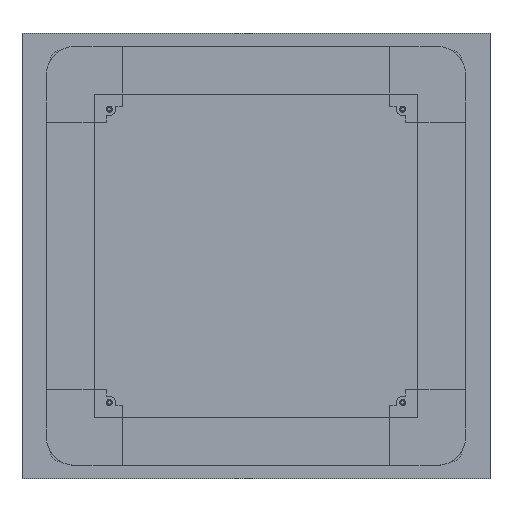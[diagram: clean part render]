
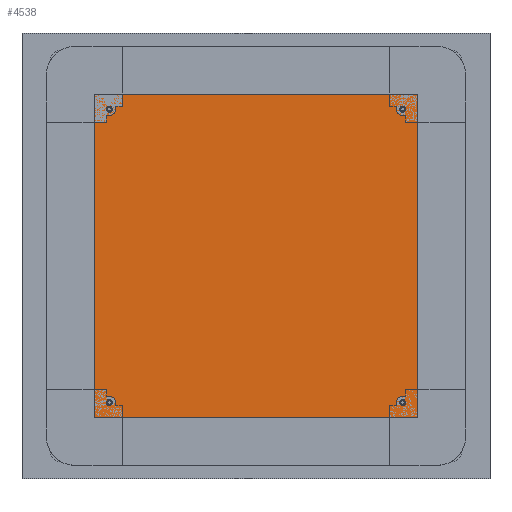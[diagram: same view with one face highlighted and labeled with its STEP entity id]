
A CAD part, top view. The second image highlights one B-rep face of the part: STEP entity #4538.
In plain terms, the highlighted planar face has unit normal (0, 0, 1).
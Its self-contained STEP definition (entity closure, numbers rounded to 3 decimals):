
#9 = VERTEX_POINT ( 'NONE', #2557 ) ;
#20 = EDGE_LOOP ( 'NONE', ( #7879, #4953 ) ) ;
#27 = ORIENTED_EDGE ( 'NONE', *, *, #3617, .T. ) ;
#32 = LINE ( 'NONE', #7418, #9654 ) ;
#40 = EDGE_LOOP ( 'NONE', ( #8842, #5498 ) ) ;
#81 = AXIS2_PLACEMENT_3D ( 'NONE', #8621, #8594, #8615 ) ;
#278 = ORIENTED_EDGE ( 'NONE', *, *, #2013, .T. ) ;
#464 = FACE_BOUND ( 'NONE', #40, .T. ) ;
#682 = DIRECTION ( 'NONE',  ( 0., 0., 1. ) ) ;
#759 = EDGE_CURVE ( 'NONE', #3807, #3904, #9113, .T. ) ;
#799 = ORIENTED_EDGE ( 'NONE', *, *, #9138, .F. ) ;
#821 = VERTEX_POINT ( 'NONE', #1866 ) ;
#874 = VECTOR ( 'NONE', #2443, 1000. ) ;
#932 = DIRECTION ( 'NONE',  ( 1., 0., 0. ) ) ;
#1020 = CARTESIAN_POINT ( 'NONE',  ( 0., 0., 0. ) ) ;
#1220 = AXIS2_PLACEMENT_3D ( 'NONE', #4086, #6360, #2967 ) ;
#1309 = CIRCLE ( 'NONE', #6238, 2.65 ) ;
#1332 = LINE ( 'NONE', #7457, #5157 ) ;
#1491 = CARTESIAN_POINT ( 'NONE',  ( 269.75, 12.75, 0. ) ) ;
#1651 = EDGE_CURVE ( 'NONE', #9693, #9, #32, .T. ) ;
#1705 = CIRCLE ( 'NONE', #5379, 2.65 ) ;
#1758 = EDGE_CURVE ( 'NONE', #3497, #821, #9284, .T. ) ;
#1796 = CARTESIAN_POINT ( 'NONE',  ( 267.1, 12.75, 0. ) ) ;
#1847 = EDGE_CURVE ( 'NONE', #3730, #6272, #1705, .T. ) ;
#1860 = CARTESIAN_POINT ( 'NONE',  ( 0., 0., 0. ) ) ;
#1866 = CARTESIAN_POINT ( 'NONE',  ( 10.1, 269.75, 0. ) ) ;
#1901 = AXIS2_PLACEMENT_3D ( 'NONE', #9081, #8374, #3782 ) ;
#1981 = AXIS2_PLACEMENT_3D ( 'NONE', #8118, #8078, #8101 ) ;
#1988 = VERTEX_POINT ( 'NONE', #1796 ) ;
#2012 = FACE_OUTER_BOUND ( 'NONE', #3446, .T. ) ;
#2013 = EDGE_CURVE ( 'NONE', #2386, #9693, #2906, .T. ) ;
#2069 = CARTESIAN_POINT ( 'NONE',  ( 272.4, 12.75, 0. ) ) ;
#2183 = CARTESIAN_POINT ( 'NONE',  ( 12.75, 269.75, 0. ) ) ;
#2231 = CARTESIAN_POINT ( 'NONE',  ( 282.5, 0., 0. ) ) ;
#2296 = DIRECTION ( 'NONE',  ( 0., 0., 1. ) ) ;
#2333 = DIRECTION ( 'NONE',  ( 0., 1., 0. ) ) ;
#2386 = VERTEX_POINT ( 'NONE', #9765 ) ;
#2443 = DIRECTION ( 'NONE',  ( 0., -1., 0. ) ) ;
#2557 = CARTESIAN_POINT ( 'NONE',  ( 282.5, 0., 0. ) ) ;
#2906 = LINE ( 'NONE', #1860, #874 ) ;
#2967 = DIRECTION ( 'NONE',  ( 1., 0., 0. ) ) ;
#3270 = ORIENTED_EDGE ( 'NONE', *, *, #8499, .F. ) ;
#3316 = DIRECTION ( 'NONE',  ( 1., 0., 0. ) ) ;
#3348 = EDGE_CURVE ( 'NONE', #9, #7734, #9023, .T. ) ;
#3446 = EDGE_LOOP ( 'NONE', ( #278, #9627, #9073, #27 ) ) ;
#3497 = VERTEX_POINT ( 'NONE', #5708 ) ;
#3617 = EDGE_CURVE ( 'NONE', #7734, #2386, #1332, .T. ) ;
#3730 = VERTEX_POINT ( 'NONE', #9051 ) ;
#3731 = EDGE_CURVE ( 'NONE', #6272, #3730, #7526, .T. ) ;
#3761 = VERTEX_POINT ( 'NONE', #2069 ) ;
#3782 = DIRECTION ( 'NONE',  ( 1., 0., 0. ) ) ;
#3807 = VERTEX_POINT ( 'NONE', #5301 ) ;
#3904 = VERTEX_POINT ( 'NONE', #9386 ) ;
#4024 = FACE_BOUND ( 'NONE', #20, .T. ) ;
#4040 = CIRCLE ( 'NONE', #1220, 2.65 ) ;
#4086 = CARTESIAN_POINT ( 'NONE',  ( 269.75, 12.75, 0. ) ) ;
#4318 = DIRECTION ( 'NONE',  ( 1., 0., 0. ) ) ;
#4454 = CARTESIAN_POINT ( 'NONE',  ( 282.5, 282.5, 0. ) ) ;
#4538 = ADVANCED_FACE ( 'NONE', ( #6074, #8112, #464, #4024, #2012 ), #8644, .F. ) ;
#4953 = ORIENTED_EDGE ( 'NONE', *, *, #9824, .F. ) ;
#5065 = DIRECTION ( 'NONE',  ( 0., 0., 1. ) ) ;
#5157 = VECTOR ( 'NONE', #7420, 1000. ) ;
#5301 = CARTESIAN_POINT ( 'NONE',  ( 10.1, 12.75, 0. ) ) ;
#5344 = CIRCLE ( 'NONE', #5805, 2.65 ) ;
#5379 = AXIS2_PLACEMENT_3D ( 'NONE', #6420, #6399, #6428 ) ;
#5498 = ORIENTED_EDGE ( 'NONE', *, *, #1847, .F. ) ;
#5529 = ORIENTED_EDGE ( 'NONE', *, *, #8771, .F. ) ;
#5708 = CARTESIAN_POINT ( 'NONE',  ( 15.4, 269.75, 0. ) ) ;
#5805 = AXIS2_PLACEMENT_3D ( 'NONE', #2183, #682, #3316 ) ;
#6074 = FACE_BOUND ( 'NONE', #6753, .T. ) ;
#6238 = AXIS2_PLACEMENT_3D ( 'NONE', #7355, #5065, #4318 ) ;
#6272 = VERTEX_POINT ( 'NONE', #6314 ) ;
#6314 = CARTESIAN_POINT ( 'NONE',  ( 272.4, 269.75, 0. ) ) ;
#6359 = AXIS2_PLACEMENT_3D ( 'NONE', #9408, #9449, #9460 ) ;
#6360 = DIRECTION ( 'NONE',  ( 0., 0., 1. ) ) ;
#6399 = DIRECTION ( 'NONE',  ( 0., 0., 1. ) ) ;
#6420 = CARTESIAN_POINT ( 'NONE',  ( 269.75, 269.75, 0. ) ) ;
#6428 = DIRECTION ( 'NONE',  ( 1., 0., 0. ) ) ;
#6753 = EDGE_LOOP ( 'NONE', ( #799, #3270 ) ) ;
#6807 = VECTOR ( 'NONE', #2333, 1000. ) ;
#7355 = CARTESIAN_POINT ( 'NONE',  ( 12.75, 12.75, 0. ) ) ;
#7418 = CARTESIAN_POINT ( 'NONE',  ( 0., 0., 0. ) ) ;
#7420 = DIRECTION ( 'NONE',  ( -1., 0., 0. ) ) ;
#7457 = CARTESIAN_POINT ( 'NONE',  ( 0., 282.5, 0. ) ) ;
#7526 = CIRCLE ( 'NONE', #6359, 2.65 ) ;
#7699 = DIRECTION ( 'NONE',  ( 1., 0., 0. ) ) ;
#7734 = VERTEX_POINT ( 'NONE', #4454 ) ;
#7879 = ORIENTED_EDGE ( 'NONE', *, *, #1758, .F. ) ;
#8078 = DIRECTION ( 'NONE',  ( 0., 0., 1. ) ) ;
#8101 = DIRECTION ( 'NONE',  ( 1., 0., 0. ) ) ;
#8112 = FACE_BOUND ( 'NONE', #8255, .T. ) ;
#8118 = CARTESIAN_POINT ( 'NONE',  ( 12.75, 269.75, 0. ) ) ;
#8120 = AXIS2_PLACEMENT_3D ( 'NONE', #1491, #2296, #7699 ) ;
#8187 = ORIENTED_EDGE ( 'NONE', *, *, #759, .F. ) ;
#8255 = EDGE_LOOP ( 'NONE', ( #5529, #8187 ) ) ;
#8359 = CIRCLE ( 'NONE', #8120, 2.65 ) ;
#8374 = DIRECTION ( 'NONE',  ( 0., 0., 1. ) ) ;
#8499 = EDGE_CURVE ( 'NONE', #1988, #3761, #4040, .T. ) ;
#8594 = DIRECTION ( 'NONE',  ( 0., 0., -1. ) ) ;
#8615 = DIRECTION ( 'NONE',  ( -1., 0., 0. ) ) ;
#8621 = CARTESIAN_POINT ( 'NONE',  ( 0., 282.5, 0. ) ) ;
#8644 = PLANE ( 'NONE',  #81 ) ;
#8771 = EDGE_CURVE ( 'NONE', #3904, #3807, #1309, .T. ) ;
#8842 = ORIENTED_EDGE ( 'NONE', *, *, #3731, .F. ) ;
#9023 = LINE ( 'NONE', #2231, #6807 ) ;
#9051 = CARTESIAN_POINT ( 'NONE',  ( 267.1, 269.75, 0. ) ) ;
#9073 = ORIENTED_EDGE ( 'NONE', *, *, #3348, .T. ) ;
#9081 = CARTESIAN_POINT ( 'NONE',  ( 12.75, 12.75, 0. ) ) ;
#9113 = CIRCLE ( 'NONE', #1901, 2.65 ) ;
#9138 = EDGE_CURVE ( 'NONE', #3761, #1988, #8359, .T. ) ;
#9284 = CIRCLE ( 'NONE', #1981, 2.65 ) ;
#9386 = CARTESIAN_POINT ( 'NONE',  ( 15.4, 12.75, 0. ) ) ;
#9408 = CARTESIAN_POINT ( 'NONE',  ( 269.75, 269.75, 0. ) ) ;
#9449 = DIRECTION ( 'NONE',  ( 0., 0., 1. ) ) ;
#9460 = DIRECTION ( 'NONE',  ( 1., 0., 0. ) ) ;
#9627 = ORIENTED_EDGE ( 'NONE', *, *, #1651, .T. ) ;
#9654 = VECTOR ( 'NONE', #932, 1000. ) ;
#9693 = VERTEX_POINT ( 'NONE', #1020 ) ;
#9765 = CARTESIAN_POINT ( 'NONE',  ( 0., 282.5, 0. ) ) ;
#9824 = EDGE_CURVE ( 'NONE', #821, #3497, #5344, .T. ) ;
